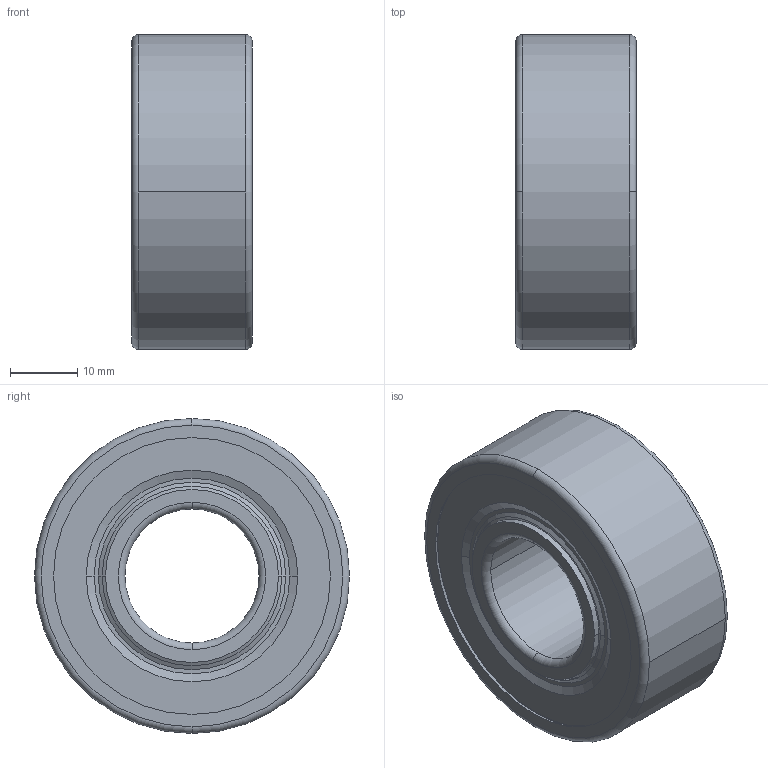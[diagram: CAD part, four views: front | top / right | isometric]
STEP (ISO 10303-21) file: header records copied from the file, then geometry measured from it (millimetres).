
FILE_DESCRIPTION(('STEP AP242'),'1');
FILE_NAME('snr_2204eeg15_2.stp','2024-10-04T10:50:13',('TraceParts'),('TraceParts S.A.'),'Spatial InterOp 3D',' ',' ');
FILE_SCHEMA(('AP242_MANAGED_MODEL_BASED_3D_ENGINEERING_MIM_LF {1 0 10303 442 1 1 4}'));
Length unit declared in the file: millimetre
Products named in the file (1): snr_2204eeg15_2_1
Bounding box: 18 x 47 x 47 mm (x, y, z)
Volume: 18554.8 mm3; surface area: 16535.3 mm2
Topology: 6 solids, 6 shells, 188 faces, 506 edges, 282 vertices
Faces by surface type: torus 72, sphere 50, cone 28, cylinder 22, plane 16
Entity records: 6801 total; most frequent: CARTESIAN_POINT 2514, DIRECTION 958, ORIENTED_EDGE 812, AXIS2_PLACEMENT_3D 454, EDGE_CURVE 406, VERTEX_POINT 282, CIRCLE 260, EDGE_LOOP 252
